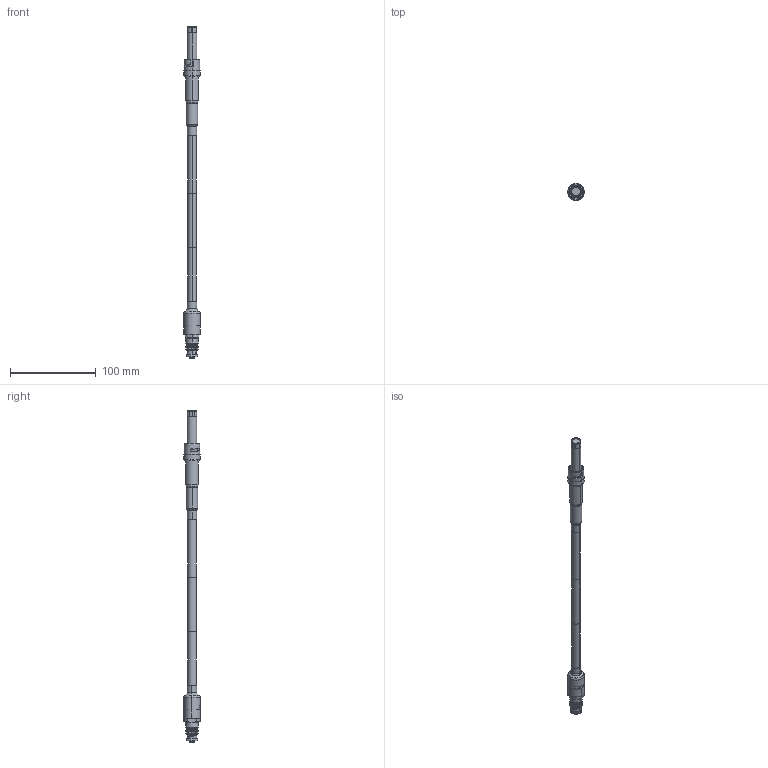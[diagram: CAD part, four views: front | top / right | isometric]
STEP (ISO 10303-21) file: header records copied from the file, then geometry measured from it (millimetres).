
FILE_DESCRIPTION (( 'STEP AP214' ), '1' );
FILE_NAME ('FMCA9769_3D.step', '2024-07-29T14:44:35', ( '' ), ( '' ), 'SwSTEP 2.0', 'SolidWorks 2022', '' );
FILE_SCHEMA (( 'AUTOMOTIVE_DESIGN' ));
Length unit declared in the file: inch
Products named in the file (6): Copy of Heat Shrink^FMCA9769; FMCN45841; FMCN45899; RG213-PROD_RG213_GID 230180; FMCA9769_3D; Copy of Heat Shrink^FMCA9769_1" Long
Assembly tree (5 placements, depth 2):
  FMCA9769_3D
    RG213-PROD_RG213_GID 230180
    FMCN45841
    FMCN45899
    Copy of Heat Shrink^FMCA9769
    Copy of Heat Shrink^FMCA9769_1" Long
Bounding box: 19.56 x 19.56 x 386.35 mm (x, y, z)
Volume: 42048.1 mm3; surface area: 29391.8 mm2
Topology: 5 solids, 5 shells, 625 faces, 1407 edges, 820 vertices
Faces by surface type: plane 212, cylinder 183, cone 175, bspline 30, torus 25
Entity records: 20157 total; most frequent: CARTESIAN_POINT 6292, DIRECTION 2870, ORIENTED_EDGE 2814, EDGE_CURVE 1407, AXIS2_PLACEMENT_3D 1216, VERTEX_POINT 820, EDGE_LOOP 661, FACE_OUTER_BOUND 625
